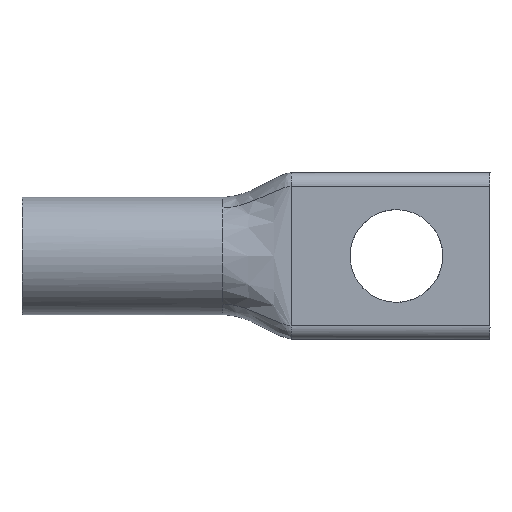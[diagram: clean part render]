
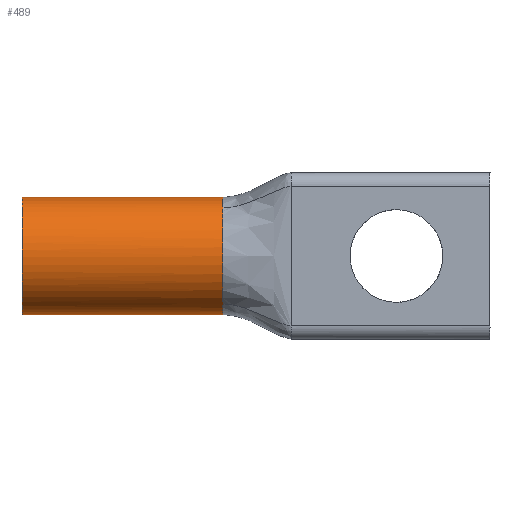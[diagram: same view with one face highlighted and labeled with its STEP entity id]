
A CAD part, front view. The second image highlights one B-rep face of the part: STEP entity #489.
In plain terms, the highlighted cylindrical face has radius 6.515 mm (diameter 13.03 mm), a partial arc.
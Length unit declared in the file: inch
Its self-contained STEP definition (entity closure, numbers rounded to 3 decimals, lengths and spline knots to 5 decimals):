
#57 = EDGE_CURVE ( 'NONE', #922, #2008, #1695, .T. ) ;
#62 = CARTESIAN_POINT ( 'NONE',  ( 0.88, 0.15446, -0.23678 ) ) ;
#65 = VERTEX_POINT ( 'NONE', #782 ) ;
#118 = CARTESIAN_POINT ( 'NONE',  ( 0.88, 0.07576, -0.18657 ) ) ;
#179 = CARTESIAN_POINT ( 'NONE',  ( 0.88, 0.24163, 0.2565 ) ) ;
#194 = CARTESIAN_POINT ( 'NONE',  ( 0., 0.12732, -0.22413 ) ) ;
#204 = ORIENTED_EDGE ( 'NONE', *, *, #57, .T. ) ;
#227 = EDGE_CURVE ( 'NONE', #2472, #1335, #1162, .T. ) ;
#302 = CARTESIAN_POINT ( 'NONE',  ( 0.88, 0.01003, 0.08204 ) ) ;
#332 = CARTESIAN_POINT ( 'NONE',  ( 0., 0.05139, -0.15763 ) ) ;
#338 = CARTESIAN_POINT ( 'NONE',  ( 0.88, 0., -0.04104 ) ) ;
#359 = CARTESIAN_POINT ( 'NONE',  ( 0., 0.12732, 0.22413 ) ) ;
#375 = DIRECTION ( 'NONE',  ( 0., 0., 1. ) ) ;
#388 = CARTESIAN_POINT ( 'NONE',  ( -0.59456, 0.2565, 0. ) ) ;
#478 = CARTESIAN_POINT ( 'NONE',  ( 0.88, 0.01003, -0.08204 ) ) ;
#489 = ADVANCED_FACE ( 'NONE', ( #2125 ), #590, .T. ) ;
#537 = CARTESIAN_POINT ( 'NONE',  ( 0., 0.18936, 0.24982 ) ) ;
#546 = CARTESIAN_POINT ( 'NONE',  ( 0.88, 0.2565, 0.2565 ) ) ;
#574 = CARTESIAN_POINT ( 'NONE',  ( 0., 0.05139, 0.15763 ) ) ;
#584 = CARTESIAN_POINT ( 'NONE',  ( 0.88, 0.2565, 0.2565 ) ) ;
#588 = CARTESIAN_POINT ( 'NONE',  ( 0.88, 0.2565, -0.2565 ) ) ;
#590 = CYLINDRICAL_SURFACE ( 'NONE', #1409, 0.2565 ) ;
#636 = CARTESIAN_POINT ( 'NONE',  ( 0.88, 0.10938, 0.21011 ) ) ;
#656 = EDGE_CURVE ( 'NONE', #1146, #922, #2376, .T. ) ;
#693 = CARTESIAN_POINT ( 'NONE',  ( 0.88, 0.07576, 0.18657 ) ) ;
#730 = B_SPLINE_CURVE_WITH_KNOTS ( 'NONE', 3,
 ( #584, #179, #2332, #1355, #2105, #1371, #2143 ),
 .UNSPECIFIED., .F., .F.,
 ( 4, 1, 1, 1, 4 ),
 ( 0., 0.25, 0.5, 0.75, 1. ),
 .UNSPECIFIED. ) ;
#737 = CARTESIAN_POINT ( 'NONE',  ( 0., 0.03237, 0.12918 ) ) ;
#740 = DIRECTION ( 'NONE',  ( -1., 0., 0. ) ) ;
#757 = DIRECTION ( 'NONE',  ( -1., 0., 0. ) ) ;
#778 = ORIENTED_EDGE ( 'NONE', *, *, #1573, .F. ) ;
#780 = EDGE_CURVE ( 'NONE', #1335, #65, #1090, .T. ) ;
#782 = CARTESIAN_POINT ( 'NONE',  ( 0., 0.2565, -0.2565 ) ) ;
#830 = CARTESIAN_POINT ( 'NONE',  ( 0.88, 0.10938, -0.21011 ) ) ;
#922 = VERTEX_POINT ( 'NONE', #2405 ) ;
#941 = CARTESIAN_POINT ( 'NONE',  ( 0., 0.09887, 0.20511 ) ) ;
#954 = CARTESIAN_POINT ( 'NONE',  ( 0., 0.2565, -0.2565 ) ) ;
#987 = CARTESIAN_POINT ( 'NONE',  ( 0.88, 0.23039, -0.2565 ) ) ;
#1090 = B_SPLINE_CURVE_WITH_KNOTS ( 'NONE', 3,
 ( #2470, #1294, #537, #359, #941, #574, #737, #1526, #1713, #1345, #1514, #1881, #332, #1307, #194, #2120, #2481, #954 ),
 .UNSPECIFIED., .F., .F.,
 ( 4, 2, 2, 2, 2, 2, 2, 2, 4 ),
 ( 0., 0.125, 0.25, 0.375, 0.5, 0.625, 0.75, 0.875, 1. ),
 .UNSPECIFIED. ) ;
#1098 = CARTESIAN_POINT ( 'NONE',  ( 0.88, 0.04793, -0.15484 ) ) ;
#1113 = VECTOR ( 'NONE', #757, 39.37008 ) ;
#1115 = CARTESIAN_POINT ( 'NONE',  ( 0., 0.2565, 0.2565 ) ) ;
#1146 = VERTEX_POINT ( 'NONE', #588 ) ;
#1162 = LINE ( 'NONE', #1706, #1113 ) ;
#1258 = CARTESIAN_POINT ( 'NONE',  ( 0.88, 0., 0.04104 ) ) ;
#1272 = CARTESIAN_POINT ( 'NONE',  ( 0.88, 0.10938, 0.21011 ) ) ;
#1294 = CARTESIAN_POINT ( 'NONE',  ( 0., 0.22292, 0.2565 ) ) ;
#1307 = CARTESIAN_POINT ( 'NONE',  ( 0., 0.09887, -0.20511 ) ) ;
#1335 = VERTEX_POINT ( 'NONE', #1115 ) ;
#1341 = ORIENTED_EDGE ( 'NONE', *, *, #780, .T. ) ;
#1345 = CARTESIAN_POINT ( 'NONE',  ( 0., 0., -0.03358 ) ) ;
#1355 = CARTESIAN_POINT ( 'NONE',  ( 0.88, 0.17139, 0.24306 ) ) ;
#1371 = CARTESIAN_POINT ( 'NONE',  ( 0.88, 0.11797, 0.21613 ) ) ;
#1409 = AXIS2_PLACEMENT_3D ( 'NONE', #388, #740, #375 ) ;
#1463 = CARTESIAN_POINT ( 'NONE',  ( 0.88, 0.10938, -0.21011 ) ) ;
#1514 = CARTESIAN_POINT ( 'NONE',  ( 0., 0.00668, -0.06714 ) ) ;
#1526 = CARTESIAN_POINT ( 'NONE',  ( 0., 0.00668, 0.06714 ) ) ;
#1573 = EDGE_CURVE ( 'NONE', #1146, #65, #1697, .T. ) ;
#1614 = CARTESIAN_POINT ( 'NONE',  ( 0.88, 0.20427, -0.25248 ) ) ;
#1672 = ORIENTED_EDGE ( 'NONE', *, *, #1911, .F. ) ;
#1695 = B_SPLINE_CURVE_WITH_KNOTS ( 'NONE', 3,
 ( #1463, #118, #1098, #478, #338, #1258, #302, #1849, #693, #1272 ),
 .UNSPECIFIED., .F., .F.,
 ( 4, 2, 2, 2, 4 ),
 ( 0., 0.25, 0.5, 0.75, 1. ),
 .UNSPECIFIED. ) ;
#1697 = LINE ( 'NONE', #1707, #1969 ) ;
#1706 = CARTESIAN_POINT ( 'NONE',  ( -0.59456, 0.2565, 0.2565 ) ) ;
#1707 = CARTESIAN_POINT ( 'NONE',  ( -0.59456, 0.2565, -0.2565 ) ) ;
#1713 = CARTESIAN_POINT ( 'NONE',  ( 0., 0., 0.03358 ) ) ;
#1756 = CARTESIAN_POINT ( 'NONE',  ( 0.88, 0.13077, -0.22509 ) ) ;
#1792 = CARTESIAN_POINT ( 'NONE',  ( 0.88, 0.2565, -0.2565 ) ) ;
#1849 = CARTESIAN_POINT ( 'NONE',  ( 0.88, 0.04793, 0.15484 ) ) ;
#1881 = CARTESIAN_POINT ( 'NONE',  ( 0., 0.03237, -0.12918 ) ) ;
#1883 = ORIENTED_EDGE ( 'NONE', *, *, #656, .T. ) ;
#1911 = EDGE_CURVE ( 'NONE', #2472, #2008, #730, .T. ) ;
#1969 = VECTOR ( 'NONE', #2489, 39.37008 ) ;
#2008 = VERTEX_POINT ( 'NONE', #636 ) ;
#2105 = CARTESIAN_POINT ( 'NONE',  ( 0.88, 0.13692, 0.22784 ) ) ;
#2120 = CARTESIAN_POINT ( 'NONE',  ( 0., 0.18936, -0.24982 ) ) ;
#2125 = FACE_OUTER_BOUND ( 'NONE', #2218, .T. ) ;
#2143 = CARTESIAN_POINT ( 'NONE',  ( 0.88, 0.10938, 0.21011 ) ) ;
#2165 = ORIENTED_EDGE ( 'NONE', *, *, #227, .T. ) ;
#2218 = EDGE_LOOP ( 'NONE', ( #778, #1883, #204, #1672, #2165, #1341 ) ) ;
#2332 = CARTESIAN_POINT ( 'NONE',  ( 0.88, 0.21189, 0.25385 ) ) ;
#2376 = B_SPLINE_CURVE_WITH_KNOTS ( 'NONE', 3,
 ( #1792, #987, #1614, #62, #1756, #830 ),
 .UNSPECIFIED., .F., .F.,
 ( 4, 2, 4 ),
 ( 0., 0.5, 1. ),
 .UNSPECIFIED. ) ;
#2405 = CARTESIAN_POINT ( 'NONE',  ( 0.88, 0.10938, -0.21011 ) ) ;
#2470 = CARTESIAN_POINT ( 'NONE',  ( 0., 0.2565, 0.2565 ) ) ;
#2472 = VERTEX_POINT ( 'NONE', #546 ) ;
#2481 = CARTESIAN_POINT ( 'NONE',  ( 0., 0.22292, -0.2565 ) ) ;
#2489 = DIRECTION ( 'NONE',  ( -1., 0., 0. ) ) ;
